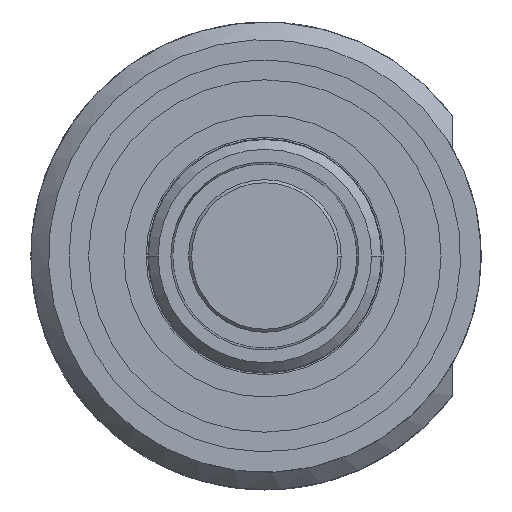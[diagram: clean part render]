
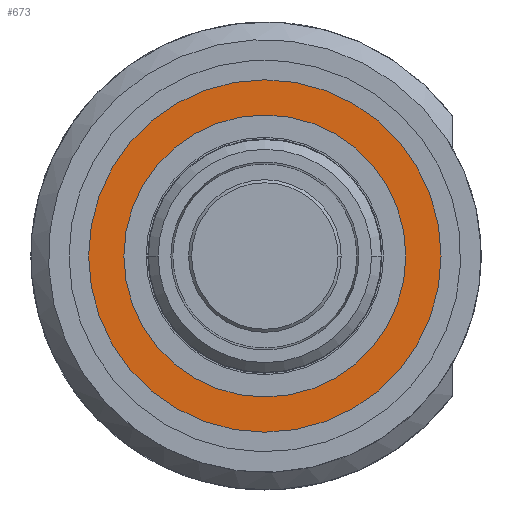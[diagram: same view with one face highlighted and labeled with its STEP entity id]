
A CAD part, left-side view. The second image highlights one B-rep face of the part: STEP entity #673.
In plain terms, the highlighted planar face has unit normal (-1, 0, 0).
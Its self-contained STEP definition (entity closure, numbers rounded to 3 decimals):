
#21=PLANE('',#1486);
#72=FACE_BOUND('',#205,.F.);
#118=FACE_OUTER_BOUND('',#206,.F.);
#205=EDGE_LOOP('',(#406,#407));
#206=EDGE_LOOP('',(#408,#409));
#406=ORIENTED_EDGE('',*,*,#1164,.T.);
#407=ORIENTED_EDGE('',*,*,#1163,.T.);
#408=ORIENTED_EDGE('',*,*,#1166,.F.);
#409=ORIENTED_EDGE('',*,*,#1165,.F.);
#673=ADVANCED_FACE('',(#72,#118),#21,.T.);
#1019=CIRCLE('',#1440,35.);
#1020=CIRCLE('',#1441,35.);
#1021=CIRCLE('',#1442,45.);
#1022=CIRCLE('',#1443,45.);
#1163=EDGE_CURVE('',#1232,#1231,#1019,.T.);
#1164=EDGE_CURVE('',#1231,#1232,#1020,.T.);
#1165=EDGE_CURVE('',#1230,#1229,#1021,.T.);
#1166=EDGE_CURVE('',#1229,#1230,#1022,.T.);
#1229=VERTEX_POINT('',#1990);
#1230=VERTEX_POINT('',#1991);
#1231=VERTEX_POINT('',#1992);
#1232=VERTEX_POINT('',#1993);
#1440=AXIS2_PLACEMENT_3D('',#2514,#1734,#1735);
#1441=AXIS2_PLACEMENT_3D('',#2515,#1736,#1737);
#1442=AXIS2_PLACEMENT_3D('',#2516,#1738,#1739);
#1443=AXIS2_PLACEMENT_3D('',#2517,#1740,#1741);
#1486=AXIS2_PLACEMENT_3D('',#2602,#1868,#1869);
#1734=DIRECTION('',(-1.,0.,0.));
#1735=DIRECTION('',(0.,1.,0.));
#1736=DIRECTION('',(-1.,0.,0.));
#1737=DIRECTION('',(0.,-1.,0.));
#1738=DIRECTION('',(-1.,0.,0.));
#1739=DIRECTION('',(0.,1.,0.));
#1740=DIRECTION('',(-1.,0.,0.));
#1741=DIRECTION('',(0.,-1.,0.));
#1868=DIRECTION('',(-1.,0.,0.));
#1869=DIRECTION('',(0.,0.,1.));
#1990=CARTESIAN_POINT('',(59.5,-45.,0.));
#1991=CARTESIAN_POINT('',(59.5,45.,0.));
#1992=CARTESIAN_POINT('',(59.5,-35.,0.));
#1993=CARTESIAN_POINT('',(59.5,35.,0.));
#2514=CARTESIAN_POINT('',(59.5,0.,0.));
#2515=CARTESIAN_POINT('',(59.5,0.,0.));
#2516=CARTESIAN_POINT('',(59.5,0.,0.));
#2517=CARTESIAN_POINT('',(59.5,0.,0.));
#2602=CARTESIAN_POINT('',(59.5,-49.5,-49.459));
